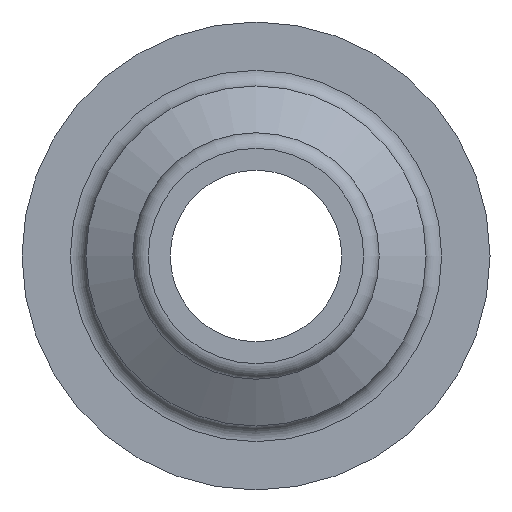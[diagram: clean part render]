
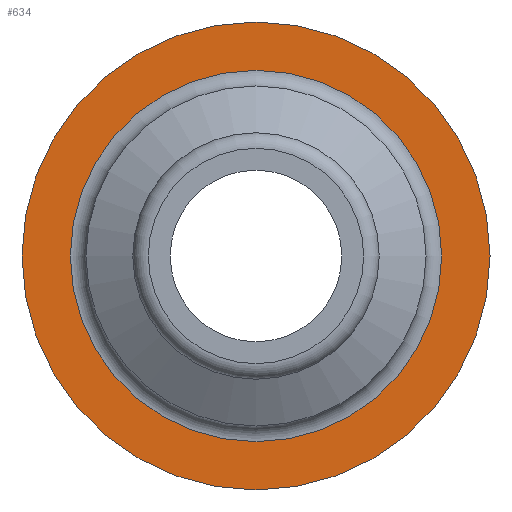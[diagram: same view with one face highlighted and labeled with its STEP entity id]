
A CAD part, left-side view. The second image highlights one B-rep face of the part: STEP entity #634.
In plain terms, the highlighted planar face has unit normal (-1, 0, 0).
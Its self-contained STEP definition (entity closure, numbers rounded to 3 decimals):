
#28=FACE_BOUND('',#130,.T.);
#35=PLANE('',#745);
#91=FACE_OUTER_BOUND('',#129,.T.);
#129=EDGE_LOOP('',(#512,#513));
#130=EDGE_LOOP('',(#514,#515));
#201=CIRCLE('',#740,5.95);
#202=CIRCLE('',#741,5.95);
#205=CIRCLE('',#746,7.5);
#206=CIRCLE('',#747,7.5);
#281=VERTEX_POINT('',#1165);
#282=VERTEX_POINT('',#1167);
#284=VERTEX_POINT('',#1176);
#285=VERTEX_POINT('',#1177);
#365=EDGE_CURVE('',#281,#282,#201,.T.);
#366=EDGE_CURVE('',#282,#281,#202,.T.);
#370=EDGE_CURVE('',#284,#285,#205,.T.);
#371=EDGE_CURVE('',#285,#284,#206,.T.);
#512=ORIENTED_EDGE('',*,*,#370,.F.);
#513=ORIENTED_EDGE('',*,*,#371,.F.);
#514=ORIENTED_EDGE('',*,*,#366,.F.);
#515=ORIENTED_EDGE('',*,*,#365,.F.);
#634=ADVANCED_FACE('',(#91,#28),#35,.T.);
#740=AXIS2_PLACEMENT_3D('',#1168,#935,#936);
#741=AXIS2_PLACEMENT_3D('',#1169,#937,#938);
#745=AXIS2_PLACEMENT_3D('',#1175,#946,#947);
#746=AXIS2_PLACEMENT_3D('',#1178,#948,#949);
#747=AXIS2_PLACEMENT_3D('',#1179,#950,#951);
#935=DIRECTION('center_axis',(-1.,0.,0.));
#936=DIRECTION('ref_axis',(0.,-1.,0.));
#937=DIRECTION('center_axis',(-1.,0.,0.));
#938=DIRECTION('ref_axis',(0.,-1.,0.));
#946=DIRECTION('center_axis',(-1.,0.,0.));
#947=DIRECTION('ref_axis',(0.,0.,1.));
#948=DIRECTION('center_axis',(1.,0.,0.));
#949=DIRECTION('ref_axis',(0.,0.,-1.));
#950=DIRECTION('center_axis',(1.,0.,0.));
#951=DIRECTION('ref_axis',(0.,0.,-1.));
#1165=CARTESIAN_POINT('',(22.,0.,5.95));
#1167=CARTESIAN_POINT('',(22.,5.95,0.));
#1168=CARTESIAN_POINT('Origin',(22.,0.,0.));
#1169=CARTESIAN_POINT('Origin',(22.,0.,0.));
#1175=CARTESIAN_POINT('Origin',(22.,7.5,0.));
#1176=CARTESIAN_POINT('',(22.,7.5,0.));
#1177=CARTESIAN_POINT('',(22.,-7.5,0.));
#1178=CARTESIAN_POINT('Origin',(22.,0.,0.));
#1179=CARTESIAN_POINT('Origin',(22.,0.,0.));
